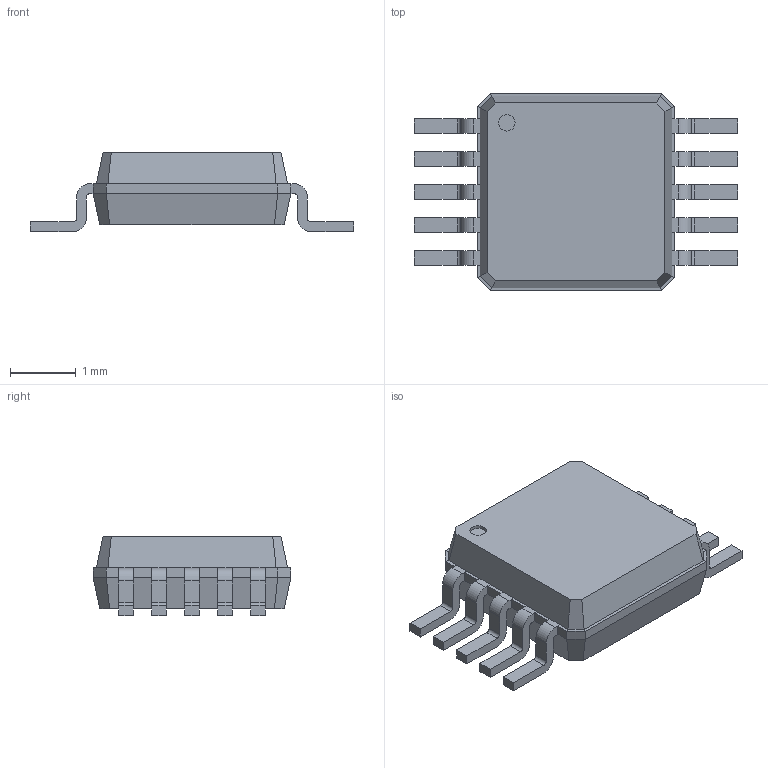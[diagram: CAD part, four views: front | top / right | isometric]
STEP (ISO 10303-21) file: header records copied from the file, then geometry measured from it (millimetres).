
FILE_DESCRIPTION(/* description */ ('model of VSSOP-10_3x3mm_P0.5mm'),/* implementation_level */ '2;1');
FILE_NAME(/* name */ 'VSSOP-10_3x3mm_P0.5mm.step',/* time_stamp */ '2018-09-08T12:17:39',/* author */ ('kicad StepUp','ksu'),/* organization */ ('FreeCAD'),/* preprocessor_version */ 'OCC',/* originating_system */ 'kicad StepUp',/* authorisation */ '');
FILE_SCHEMA(('AUTOMOTIVE_DESIGN { 1 0 10303 214 1 1 1 1 }'));
Length unit declared in the file: millimetre
Products named in the file (1): VSSOP_10_3x3mm_P05mm
Bounding box: 4.9 x 3 x 1.2 mm (x, y, z)
Volume: 9.5 mm3; surface area: 38.6 mm2
Topology: 1 solids, 1 shells, 186 faces, 485 edges, 302 vertices
Faces by surface type: plane 111, cylinder 41, bspline 34
Full cylindrical faces by diameter (mm): 0.25 x1
Entity records: 5371 total; most frequent: PCURVE 880, ORIENTED_EDGE 834, CARTESIAN_POINT 520, EDGE_CURVE 485, SURFACE_CURVE 455, LINE 371, VERTEX_POINT 302, AXIS2_PLACEMENT_3D 214
